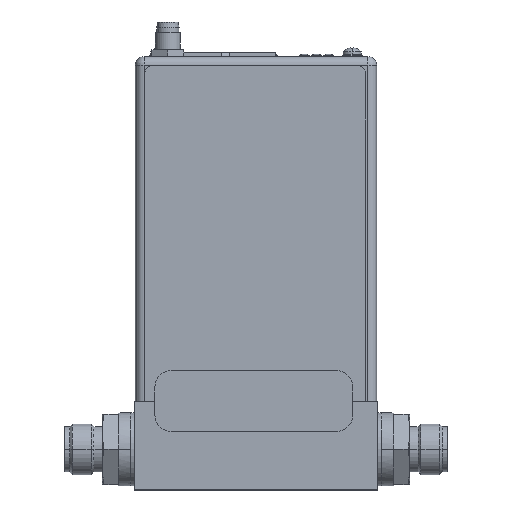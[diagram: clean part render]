
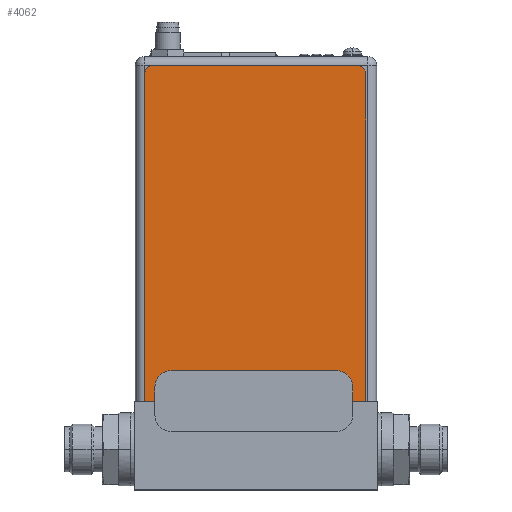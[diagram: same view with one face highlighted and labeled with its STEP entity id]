
A CAD part, top view. The second image highlights one B-rep face of the part: STEP entity #4062.
In plain terms, the highlighted planar face has unit normal (0, 0, 1).
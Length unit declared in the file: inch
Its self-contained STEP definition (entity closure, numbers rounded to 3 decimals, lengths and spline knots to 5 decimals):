
#3883=DIRECTION('',(0.,1.,0.));
#3884=VECTOR('',#3883,4.04);
#3885=CARTESIAN_POINT('',(2.73,0.,0.004));
#3886=LINE('',#3885,#3884);
#3891=DIRECTION('',(1.,0.,0.));
#3892=VECTOR('',#3891,2.73);
#3893=CARTESIAN_POINT('',(0.,0.,0.004));
#3894=LINE('',#3893,#3892);
#3895=DIRECTION('',(0.,-1.,0.));
#3896=VECTOR('',#3895,4.04);
#3897=CARTESIAN_POINT('',(0.,4.04,0.004));
#3898=LINE('',#3897,#3896);
#3907=DIRECTION('',(-1.,0.,0.));
#3908=VECTOR('',#3907,2.53);
#3909=CARTESIAN_POINT('',(2.63,4.14,0.004));
#3910=LINE('',#3909,#3908);
#3911=CARTESIAN_POINT('',(2.63,4.04,0.004));
#3912=DIRECTION('',(0.,0.,-1.));
#3913=DIRECTION('',(0.,1.,0.));
#3914=AXIS2_PLACEMENT_3D('',#3911,#3912,#3913);
#3916=CARTESIAN_POINT('',(0.1,4.04,0.004));
#3917=DIRECTION('',(0.,0.,-1.));
#3918=DIRECTION('',(-1.,0.,0.));
#3919=AXIS2_PLACEMENT_3D('',#3916,#3917,#3918);
#3933=CARTESIAN_POINT('',(2.73,4.04,0.004));
#3934=VERTEX_POINT('',#3933);
#3935=CARTESIAN_POINT('',(2.63,4.14,0.004));
#3936=VERTEX_POINT('',#3935);
#3937=CARTESIAN_POINT('',(2.73,0.,0.004));
#3938=VERTEX_POINT('',#3937);
#3939=CARTESIAN_POINT('',(0.,0.,0.004));
#3940=VERTEX_POINT('',#3939);
#3941=CARTESIAN_POINT('',(0.,4.04,0.004));
#3942=VERTEX_POINT('',#3941);
#3943=CARTESIAN_POINT('',(0.1,4.14,0.004));
#3944=VERTEX_POINT('',#3943);
#4049=CARTESIAN_POINT('',(0.,0.,0.004));
#4050=DIRECTION('',(0.,0.,1.));
#4051=DIRECTION('',(1.,0.,0.));
#4052=AXIS2_PLACEMENT_3D('',#4049,#4050,#4051);
#4053=PLANE('',#4052);
#4054=ORIENTED_EDGE('',*,*,#3973,.T.);
#4055=ORIENTED_EDGE('',*,*,#3989,.F.);
#4056=ORIENTED_EDGE('',*,*,#4002,.F.);
#4057=ORIENTED_EDGE('',*,*,#4015,.F.);
#4058=ORIENTED_EDGE('',*,*,#4030,.T.);
#4059=ORIENTED_EDGE('',*,*,#4042,.F.);
#4060=EDGE_LOOP('',(#4054,#4055,#4056,#4057,#4058,#4059));
#4061=FACE_OUTER_BOUND('',#4060,.F.);
#4062=ADVANCED_FACE('',(#4061),#4053,.T.);
#3915=CIRCLE('',#3914,0.1);
#3920=CIRCLE('',#3919,0.1);
#3973=EDGE_CURVE('',#3936,#3934,#3915,.T.);
#3989=EDGE_CURVE('',#3938,#3934,#3886,.T.);
#4002=EDGE_CURVE('',#3940,#3938,#3894,.T.);
#4015=EDGE_CURVE('',#3942,#3940,#3898,.T.);
#4030=EDGE_CURVE('',#3942,#3944,#3920,.T.);
#4042=EDGE_CURVE('',#3936,#3944,#3910,.T.);
